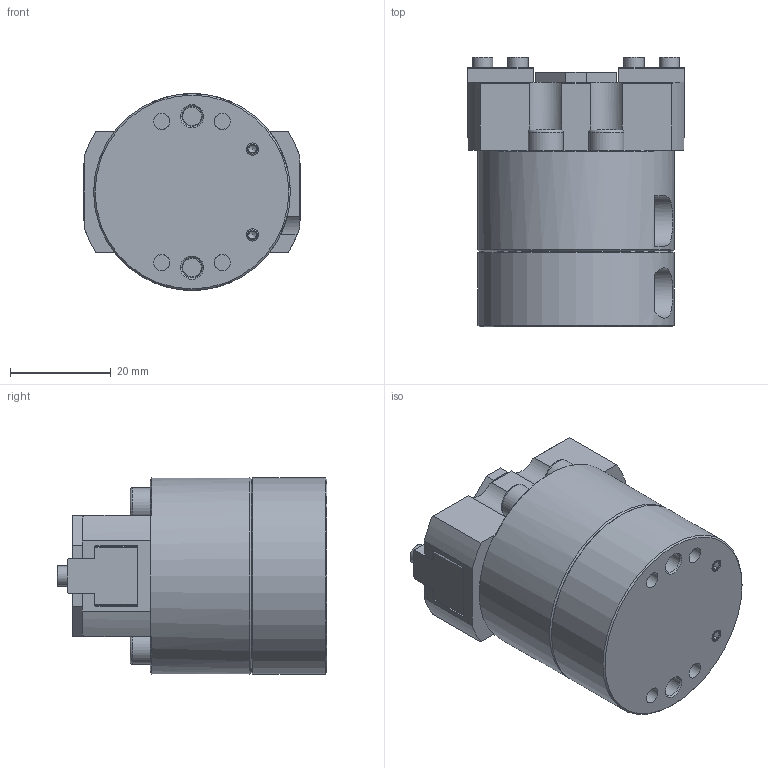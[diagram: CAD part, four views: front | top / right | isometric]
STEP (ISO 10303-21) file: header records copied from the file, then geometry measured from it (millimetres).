
FILE_DESCRIPTION(/* description */ (''),/* implementation_level */ '2;1');
FILE_NAME(/* name */ 'MPO 040 C1 MC.stp',/* time_stamp */ '2021-03-16T18:10:09+01:00',/* author */ ('Emilio'),/* organization */ (''),/* preprocessor_version */ 'ST-DEVELOPER v17.2',/* originating_system */ 'Autodesk Inventor 2019',/* authorisation */ '');
FILE_SCHEMA (('AUTOMOTIVE_DESIGN { 1 0 10303 214 3 1 1 }'));
Length unit declared in the file: millimetre
Products named in the file (12): MPO 040 C1 MC; DIN 913 - M3 x 3; ISO 2338 - 4 h8 x 12CSN EN; DIN EN ISO 4762 - M4 x 25; DIN 913 - M5 x 5 Acciaio; DIN 7991 - M3x6; DIN 913 - M3 x 5; OPM-40-CORPO-31096.03-CLIENTE; OPM-30 - COPERCHIO-31095.01; MPO-30-GRIFFA; OPM-40-FONDELLO-MC-MA-31852.01-cliente; BOCCOLA 4H7L4
Assembly tree (24 placements, depth 2):
  MPO 040 C1 MC
    DIN EN ISO 4762 - M4 x 25  x4
    DIN 913 - M3 x 3  x2
    ISO 2338 - 4 h8 x 12CSN EN  x2
    DIN 913 - M5 x 5 Acciaio  x3
    DIN 7991 - M3x6  x2
    DIN 913 - M3 x 5  x2
    OPM-40-CORPO-31096.03-CLIENTE
    OPM-30 - COPERCHIO-31095.01
    MPO-30-GRIFFA  x2
    OPM-40-FONDELLO-MC-MA-31852.01-cliente
    BOCCOLA 4H7L4  x4
Bounding box: 43 x 53.5 x 39 mm (x, y, z)
Volume: 54336.1 mm3; surface area: 22227.6 mm2
Topology: 24 solids, 24 shells, 446 faces, 1180 edges, 793 vertices
Faces by surface type: plane 257, cylinder 95, cone 84, torus 10
Full cylindrical faces by diameter (mm): 1.5 x3, 2.013 x4, 2.459 x8, 2.7 x4, 3 x6, 3.1 x2, 3.242 x4, 4 x20, 4.134 x3, 4.5 x4, 5 x4, 6 x2, 7 x4, 39 x2
Entity records: 9284 total; most frequent: CARTESIAN_POINT 1805, DIRECTION 1532, ORIENTED_EDGE 1406, EDGE_CURVE 703, AXIS2_PLACEMENT_3D 574, VERTEX_POINT 483, LINE 384, VECTOR 384
